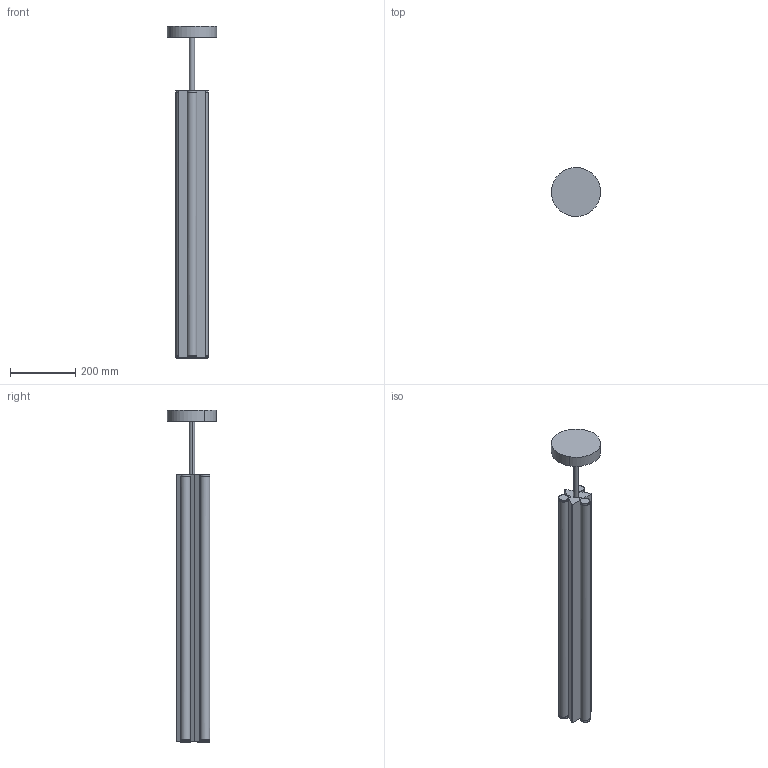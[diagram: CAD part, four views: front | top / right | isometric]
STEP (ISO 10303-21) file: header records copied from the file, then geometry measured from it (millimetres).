
FILE_DESCRIPTION(/* description */ (''),/* implementation_level */ '2;1');
FILE_NAME(/* name */ 'Dreispitz 90 Suspension Verical',/* time_stamp */ '2025-06-03T12:45:35+02:00',/* author */ (''),/* organization */ (''),/* preprocessor_version */ 'ST-DEVELOPER v16.5',/* originating_system */ 'Rhino 7.37',/* authorisation */ '');
FILE_SCHEMA (('AUTOMOTIVE_DESIGN'));
Length unit declared in the file: millimetre
Products named in the file (1): Document
Bounding box: 150.98 x 150.79 x 1020.7 mm (x, y, z)
Volume: 5043763.9 mm3; surface area: 595930.2 mm2
Topology: 12 solids, 12 shells, 147 faces, 333 edges, 216 vertices
Faces by surface type: bspline 73, plane 38, cylinder 36
Entity records: 8001 total; most frequent: CARTESIAN_POINT 5902, ORIENTED_EDGE 658, EDGE_CURVE 329, VERTEX_POINT 208, EDGE_LOOP 149, ADVANCED_FACE 147, FACE_OUTER_BOUND 147, DIRECTION 80
